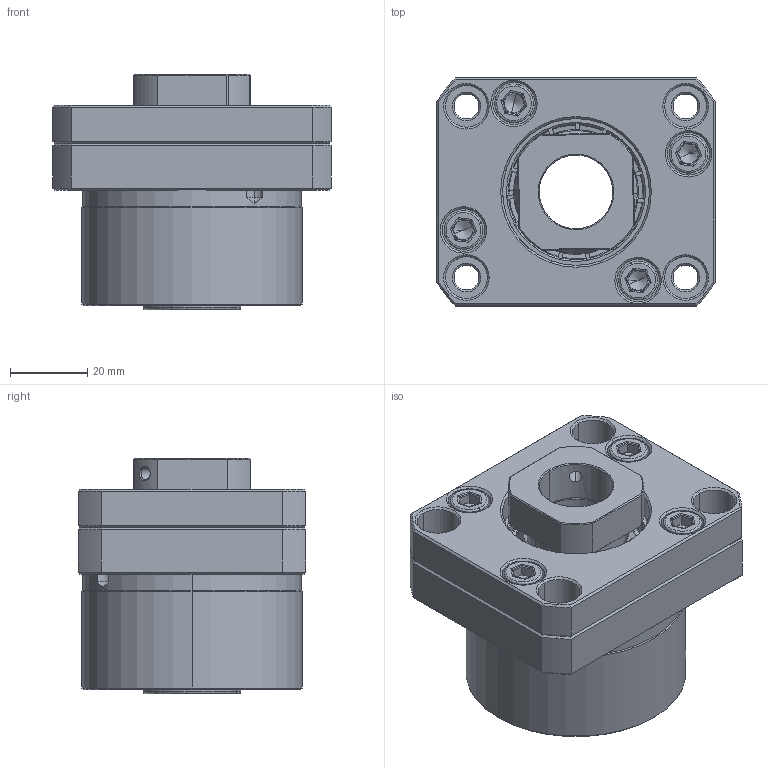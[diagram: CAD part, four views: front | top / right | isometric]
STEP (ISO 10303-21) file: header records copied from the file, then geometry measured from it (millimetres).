
FILE_DESCRIPTION (( 'STEP AP214' ), '1' );
FILE_NAME ('FK20.STEP', '2025-11-07T09:48:41', ( '' ), ( '' ), 'SwSTEP 2.0', 'SolidWorks 2024', '' );
FILE_SCHEMA (( 'AUTOMOTIVE_DESIGN' ));
Length unit declared in the file: millimetre
Products named in the file (1): FK20
Bounding box: 72 x 59 x 61 mm (x, y, z)
Volume: 139077.1 mm3; surface area: 58377.5 mm2
Topology: 12 solids, 12 shells, 1065 faces, 2712 edges, 1709 vertices
Faces by surface type: plane 433, cylinder 221, cone 206, bspline 113, torus 92
Entity records: 39694 total; most frequent: CARTESIAN_POINT 14695, ORIENTED_EDGE 5400, DIRECTION 4855, EDGE_CURVE 2700, AXIS2_PLACEMENT_3D 1712, VERTEX_POINT 1709, VECTOR 1431, LINE 1431
